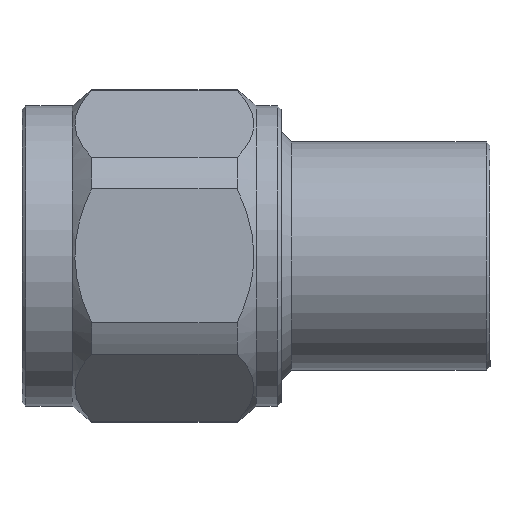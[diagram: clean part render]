
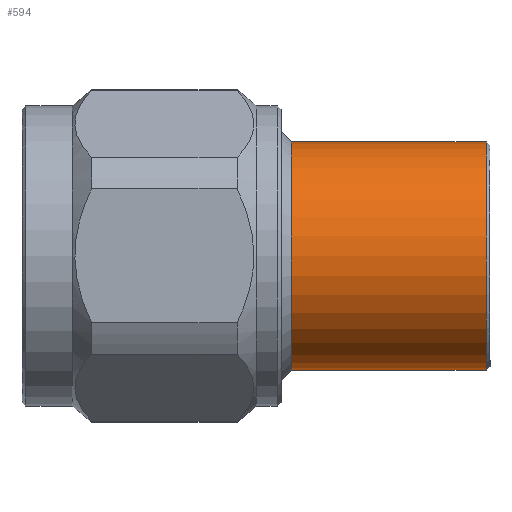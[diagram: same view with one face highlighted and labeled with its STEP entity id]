
A CAD part, top view. The second image highlights one B-rep face of the part: STEP entity #594.
In plain terms, the highlighted cylindrical face has radius 7.493 mm (diameter 14.986 mm), a partial arc.
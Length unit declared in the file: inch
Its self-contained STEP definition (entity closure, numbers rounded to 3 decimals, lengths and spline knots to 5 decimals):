
#29 = DIRECTION ( 'NONE',  ( -1., 0., 0. ) ) ;
#99 = VERTEX_POINT ( 'NONE', #2181 ) ;
#153 = EDGE_LOOP ( 'NONE', ( #1694, #3817, #3204, #2350 ) ) ;
#261 = AXIS2_PLACEMENT_3D ( 'NONE', #3604, #3930, #2663 ) ;
#270 = DIRECTION ( 'NONE',  ( -1., 0., 0. ) ) ;
#271 = VECTOR ( 'NONE', #1859, 39.37008 ) ;
#281 = DIRECTION ( 'NONE',  ( 0., -1., 0. ) ) ;
#344 = VECTOR ( 'NONE', #29, 39.37008 ) ;
#363 = CARTESIAN_POINT ( 'NONE',  ( 3.25439, 0.295, 0. ) ) ;
#528 = LINE ( 'NONE', #2819, #271 ) ;
#594 = ADVANCED_FACE ( 'NONE', ( #3413 ), #2166, .T. ) ;
#611 = CARTESIAN_POINT ( 'NONE',  ( 1.2, 0.295, 0. ) ) ;
#617 = CARTESIAN_POINT ( 'NONE',  ( 3.25439, 0., 0. ) ) ;
#744 = EDGE_CURVE ( 'NONE', #99, #1405, #3901, .T. ) ;
#835 = CIRCLE ( 'NONE', #3201, 0.295 ) ;
#1405 = VERTEX_POINT ( 'NONE', #3979 ) ;
#1643 = VERTEX_POINT ( 'NONE', #611 ) ;
#1694 = ORIENTED_EDGE ( 'NONE', *, *, #3211, .T. ) ;
#1744 = EDGE_CURVE ( 'NONE', #1643, #1405, #2050, .T. ) ;
#1859 = DIRECTION ( 'NONE',  ( -1., 0., 0. ) ) ;
#1886 = CARTESIAN_POINT ( 'NONE',  ( 1.2, 0., 0. ) ) ;
#2050 = LINE ( 'NONE', #363, #344 ) ;
#2166 = CYLINDRICAL_SURFACE ( 'NONE', #2761, 0.295 ) ;
#2181 = CARTESIAN_POINT ( 'NONE',  ( 0.69626, -0.295, 0. ) ) ;
#2350 = ORIENTED_EDGE ( 'NONE', *, *, #3260, .F. ) ;
#2388 = CARTESIAN_POINT ( 'NONE',  ( 1.2, -0.295, 0. ) ) ;
#2663 = DIRECTION ( 'NONE',  ( 0., -1., 0. ) ) ;
#2761 = AXIS2_PLACEMENT_3D ( 'NONE', #617, #270, #281 ) ;
#2819 = CARTESIAN_POINT ( 'NONE',  ( 3.25439, -0.295, 0. ) ) ;
#2835 = DIRECTION ( 'NONE',  ( -1., 0., 0. ) ) ;
#3185 = VERTEX_POINT ( 'NONE', #2388 ) ;
#3201 = AXIS2_PLACEMENT_3D ( 'NONE', #1886, #2835, #3800 ) ;
#3204 = ORIENTED_EDGE ( 'NONE', *, *, #744, .F. ) ;
#3211 = EDGE_CURVE ( 'NONE', #3185, #1643, #835, .T. ) ;
#3260 = EDGE_CURVE ( 'NONE', #3185, #99, #528, .T. ) ;
#3413 = FACE_OUTER_BOUND ( 'NONE', #153, .T. ) ;
#3604 = CARTESIAN_POINT ( 'NONE',  ( 0.69626, 0., 0. ) ) ;
#3800 = DIRECTION ( 'NONE',  ( 0., -1., 0. ) ) ;
#3817 = ORIENTED_EDGE ( 'NONE', *, *, #1744, .T. ) ;
#3901 = CIRCLE ( 'NONE', #261, 0.295 ) ;
#3930 = DIRECTION ( 'NONE',  ( -1., 0., 0. ) ) ;
#3979 = CARTESIAN_POINT ( 'NONE',  ( 0.69626, 0.295, 0. ) ) ;
